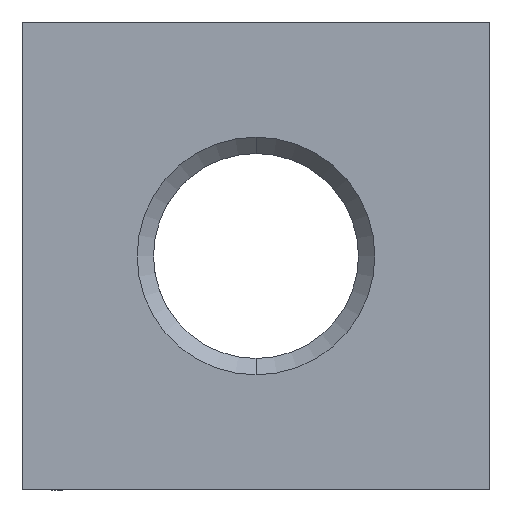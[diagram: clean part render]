
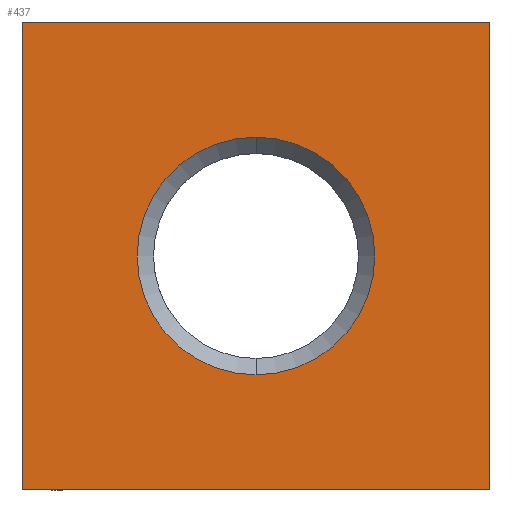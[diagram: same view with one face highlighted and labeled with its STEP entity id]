
A CAD part, left-side view. The second image highlights one B-rep face of the part: STEP entity #437.
In plain terms, the highlighted planar face has unit normal (-1, 0, 0).
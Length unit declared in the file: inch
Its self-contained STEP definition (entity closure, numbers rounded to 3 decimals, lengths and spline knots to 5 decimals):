
#12 = CARTESIAN_POINT ( 'NONE',  ( -4., 0.5, 0.5 ) ) ;
#93 = EDGE_LOOP ( 'NONE', ( #1730, #1362 ) ) ;
#124 = EDGE_CURVE ( 'NONE', #639, #267, #604, .T. ) ;
#134 = EDGE_LOOP ( 'NONE', ( #1775, #1785, #286, #1010 ) ) ;
#148 = LINE ( 'NONE', #1371, #1680 ) ;
#151 = PLANE ( 'NONE',  #266 ) ;
#181 = FACE_OUTER_BOUND ( 'NONE', #134, .T. ) ;
#244 = VERTEX_POINT ( 'NONE', #1256 ) ;
#266 = AXIS2_PLACEMENT_3D ( 'NONE', #1778, #1652, #755 ) ;
#267 = VERTEX_POINT ( 'NONE', #1151 ) ;
#286 = ORIENTED_EDGE ( 'NONE', *, *, #1578, .F. ) ;
#289 = VECTOR ( 'NONE', #1049, 39.37008 ) ;
#314 = CARTESIAN_POINT ( 'NONE',  ( -4., 0., -0.254 ) ) ;
#437 = ADVANCED_FACE ( 'NONE', ( #1753, #181 ), #151, .T. ) ;
#472 = DIRECTION ( 'NONE',  ( 0., 0., 1. ) ) ;
#527 = LINE ( 'NONE', #12, #289 ) ;
#604 = LINE ( 'NONE', #1874, #1770 ) ;
#618 = DIRECTION ( 'NONE',  ( 0., 0., 1. ) ) ;
#639 = VERTEX_POINT ( 'NONE', #684 ) ;
#684 = CARTESIAN_POINT ( 'NONE',  ( -4., -0.5, -0.5 ) ) ;
#755 = DIRECTION ( 'NONE',  ( 0., 0., 1. ) ) ;
#809 = VERTEX_POINT ( 'NONE', #937 ) ;
#812 = AXIS2_PLACEMENT_3D ( 'NONE', #1736, #863, #472 ) ;
#863 = DIRECTION ( 'NONE',  ( 1., 0., 0. ) ) ;
#868 = VECTOR ( 'NONE', #618, 39.37008 ) ;
#937 = CARTESIAN_POINT ( 'NONE',  ( -4., -0.5, 0.5 ) ) ;
#959 = DIRECTION ( 'NONE',  ( 1., 0., 0. ) ) ;
#980 = DIRECTION ( 'NONE',  ( 0., 0., 1. ) ) ;
#991 = EDGE_CURVE ( 'NONE', #1467, #1045, #1390, .T. ) ;
#1010 = ORIENTED_EDGE ( 'NONE', *, *, #124, .F. ) ;
#1045 = VERTEX_POINT ( 'NONE', #1372 ) ;
#1049 = DIRECTION ( 'NONE',  ( 0., -1., 0. ) ) ;
#1151 = CARTESIAN_POINT ( 'NONE',  ( -4., 0.5, -0.5 ) ) ;
#1256 = CARTESIAN_POINT ( 'NONE',  ( -4., 0.5, 0.5 ) ) ;
#1360 = DIRECTION ( 'NONE',  ( 0., 0., -1. ) ) ;
#1362 = ORIENTED_EDGE ( 'NONE', *, *, #991, .T. ) ;
#1371 = CARTESIAN_POINT ( 'NONE',  ( -4., -0.5, 0.5 ) ) ;
#1372 = CARTESIAN_POINT ( 'NONE',  ( -4., 0., 0.254 ) ) ;
#1390 = CIRCLE ( 'NONE', #812, 0.254 ) ;
#1397 = CARTESIAN_POINT ( 'NONE',  ( -4., 0.5, -0.5 ) ) ;
#1467 = VERTEX_POINT ( 'NONE', #314 ) ;
#1554 = EDGE_CURVE ( 'NONE', #809, #639, #148, .T. ) ;
#1578 = EDGE_CURVE ( 'NONE', #267, #244, #1903, .T. ) ;
#1652 = DIRECTION ( 'NONE',  ( -1., 0., 0. ) ) ;
#1680 = VECTOR ( 'NONE', #1360, 39.37008 ) ;
#1690 = EDGE_CURVE ( 'NONE', #244, #809, #527, .T. ) ;
#1730 = ORIENTED_EDGE ( 'NONE', *, *, #1871, .T. ) ;
#1735 = AXIS2_PLACEMENT_3D ( 'NONE', #1855, #959, #980 ) ;
#1736 = CARTESIAN_POINT ( 'NONE',  ( -4., 0., 0. ) ) ;
#1753 = FACE_BOUND ( 'NONE', #93, .T. ) ;
#1770 = VECTOR ( 'NONE', #1774, 39.37008 ) ;
#1774 = DIRECTION ( 'NONE',  ( 0., 1., 0. ) ) ;
#1775 = ORIENTED_EDGE ( 'NONE', *, *, #1554, .F. ) ;
#1778 = CARTESIAN_POINT ( 'NONE',  ( -4., -0.5, 0.5 ) ) ;
#1785 = ORIENTED_EDGE ( 'NONE', *, *, #1690, .F. ) ;
#1855 = CARTESIAN_POINT ( 'NONE',  ( -4., 0., 0. ) ) ;
#1861 = CIRCLE ( 'NONE', #1735, 0.254 ) ;
#1871 = EDGE_CURVE ( 'NONE', #1045, #1467, #1861, .T. ) ;
#1874 = CARTESIAN_POINT ( 'NONE',  ( -4., -0.5, -0.5 ) ) ;
#1903 = LINE ( 'NONE', #1397, #868 ) ;
